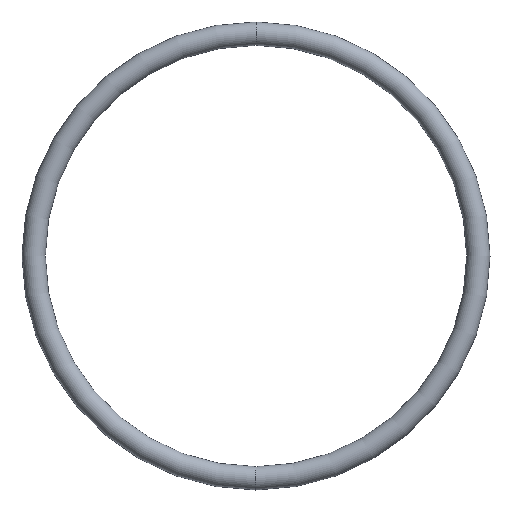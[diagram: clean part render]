
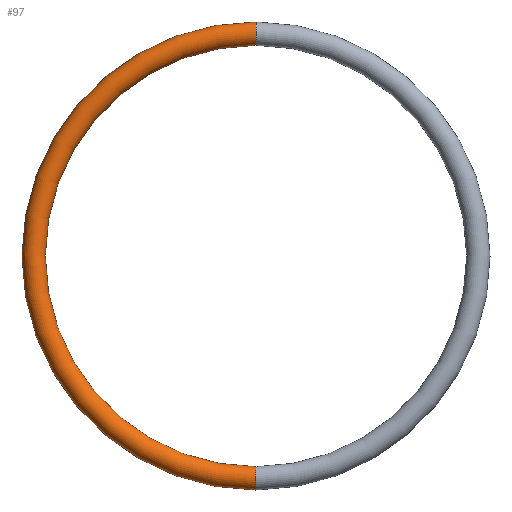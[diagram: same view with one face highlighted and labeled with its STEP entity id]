
A CAD part, left-side view. The second image highlights one B-rep face of the part: STEP entity #97.
In plain terms, the highlighted toroidal (fillet/blend) face has major radius 24.955 mm and minor radius 1.31 mm.
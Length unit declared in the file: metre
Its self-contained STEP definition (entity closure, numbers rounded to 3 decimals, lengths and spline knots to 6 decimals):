
#5 = CARTESIAN_POINT ( 'NONE',  ( 0., 0., 0. ) ) ;
#9 = ORIENTED_EDGE ( 'NONE', *, *, #390, .T. ) ;
#35 = CARTESIAN_POINT ( 'NONE',  ( 0., 0., 0. ) ) ;
#42 = CIRCLE ( 'NONE', #100, 0.026265 ) ;
#49 = CARTESIAN_POINT ( 'NONE',  ( -0.024955, 0., 0. ) ) ;
#56 = CIRCLE ( 'NONE', #171, 0.023645 ) ;
#72 = DIRECTION ( 'NONE',  ( 0., 0., -1. ) ) ;
#77 = DIRECTION ( 'NONE',  ( -1., 0., 0. ) ) ;
#82 = AXIS2_PLACEMENT_3D ( 'NONE', #49, #190, #84 ) ;
#84 = DIRECTION ( 'NONE',  ( 0., 0., -1. ) ) ;
#97 = ADVANCED_FACE ( 'NONE', ( #389 ), #330, .T. ) ;
#100 = AXIS2_PLACEMENT_3D ( 'NONE', #35, #279, #411 ) ;
#102 = CARTESIAN_POINT ( 'NONE',  ( 0.026265, 0., 0. ) ) ;
#128 = CIRCLE ( 'NONE', #196, 0.00131 ) ;
#134 = CARTESIAN_POINT ( 'NONE',  ( 0.023645, 0., 0. ) ) ;
#142 = ORIENTED_EDGE ( 'NONE', *, *, #427, .F. ) ;
#143 = EDGE_CURVE ( 'NONE', #173, #285, #128, .T. ) ;
#171 = AXIS2_PLACEMENT_3D ( 'NONE', #241, #209, #77 ) ;
#173 = VERTEX_POINT ( 'NONE', #102 ) ;
#187 = VERTEX_POINT ( 'NONE', #412 ) ;
#190 = DIRECTION ( 'NONE',  ( 0., -1., 0. ) ) ;
#196 = AXIS2_PLACEMENT_3D ( 'NONE', #415, #320, #217 ) ;
#197 = EDGE_CURVE ( 'NONE', #187, #285, #56, .T. ) ;
#206 = VERTEX_POINT ( 'NONE', #353 ) ;
#209 = DIRECTION ( 'NONE',  ( 0., 0., -1. ) ) ;
#213 = ORIENTED_EDGE ( 'NONE', *, *, #197, .F. ) ;
#217 = DIRECTION ( 'NONE',  ( -1., 0., 0. ) ) ;
#218 = CIRCLE ( 'NONE', #82, 0.00131 ) ;
#241 = CARTESIAN_POINT ( 'NONE',  ( 0., 0., 0. ) ) ;
#279 = DIRECTION ( 'NONE',  ( 0., 0., -1. ) ) ;
#285 = VERTEX_POINT ( 'NONE', #134 ) ;
#318 = ORIENTED_EDGE ( 'NONE', *, *, #143, .T. ) ;
#320 = DIRECTION ( 'NONE',  ( 0., 1., 0. ) ) ;
#330 = TOROIDAL_SURFACE ( 'NONE', #406, 0.024955, 0.00131 ) ;
#349 = EDGE_LOOP ( 'NONE', ( #142, #9, #318, #213 ) ) ;
#353 = CARTESIAN_POINT ( 'NONE',  ( -0.026265, 0., 0. ) ) ;
#389 = FACE_OUTER_BOUND ( 'NONE', #349, .T. ) ;
#390 = EDGE_CURVE ( 'NONE', #206, #173, #42, .T. ) ;
#406 = AXIS2_PLACEMENT_3D ( 'NONE', #5, #72, #409 ) ;
#409 = DIRECTION ( 'NONE',  ( -1., 0., 0. ) ) ;
#411 = DIRECTION ( 'NONE',  ( -1., 0., 0. ) ) ;
#412 = CARTESIAN_POINT ( 'NONE',  ( -0.023645, 0., 0. ) ) ;
#415 = CARTESIAN_POINT ( 'NONE',  ( 0.024955, 0., 0. ) ) ;
#427 = EDGE_CURVE ( 'NONE', #206, #187, #218, .T. ) ;
